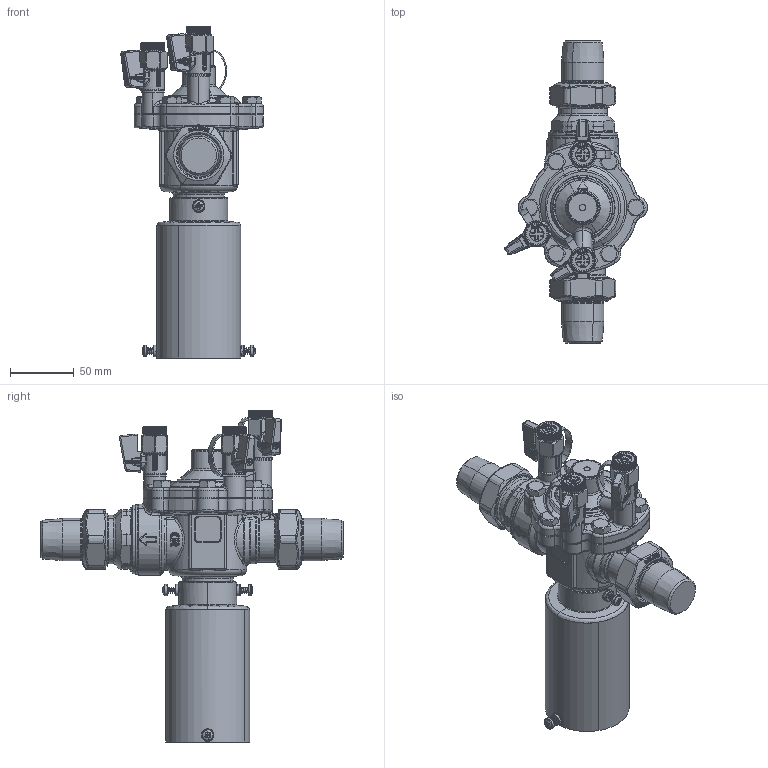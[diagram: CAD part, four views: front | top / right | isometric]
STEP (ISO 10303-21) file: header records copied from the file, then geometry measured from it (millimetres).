
FILE_DESCRIPTION(('CATIA V5 STEP Exchange','CAx-IF Rec.Pracs.--- Model Styling and Organization---1.4--- 2014-01-23','CAx-IF Rec.Pracs.---3D Tessellated Data Validation Properties---0.5---2014-09-14'),'2;1');
FILE_NAME('STEP_574006_-_TST.stp','2022-06-28T15:47:38+00:00',('none'),('none'),'CATIA Version 5-6 Release 2019 SP3','CATIA V5 STEP AP242 v1','none');
FILE_SCHEMA(('AP242_MANAGED_MODEL_BASED_3D_ENGINEERING_MIM_LF {1 0 10303 442 1 1 4}'));
Length unit declared in the file: millimetre
Products named in the file (1): 574006 - TST
Bounding box: 112.11 x 237.75 x 261.31 mm (x, y, z)
Volume: 1041955.7 mm3; surface area: 111861.6 mm2
Topology: 2 solids, 14 shells, 4407 faces, 11292 edges, 6829 vertices
Faces by surface type: bspline 1446, plane 1443, cylinder 823, cone 271, sphere 240, torus 184
Entity records: 189949 total; most frequent: CARTESIAN_POINT 100049, ORIENTED_EDGE 22234, EDGE_CURVE 11117, DIRECTION 10171, VERTEX_POINT 6829, B_SPLINE_CURVE_WITH_KNOTS 5009, AXIS2_PLACEMENT_3D 4627, EDGE_LOOP 4534
